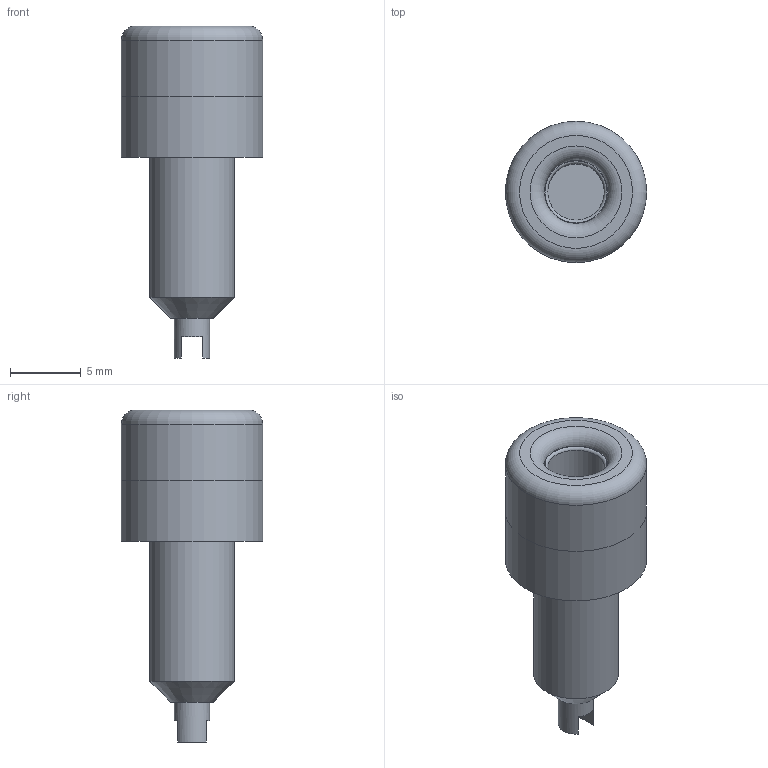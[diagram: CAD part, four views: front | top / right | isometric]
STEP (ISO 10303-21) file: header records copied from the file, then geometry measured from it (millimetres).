
FILE_DESCRIPTION(/* description */ (''),/* implementation_level */ '2;1');
FILE_NAME(/* name */ 'SKS-HIRSCHMANN_930 176-104_Part1.stp',/* time_stamp */ '2017-01-25T09:36:16+01:00',/* author */ ('jchouvet'),/* organization */ (''),/* preprocessor_version */ 'ST-DEVELOPER v16.1',/* originating_system */ 'AutoCAD Mechanical',/* authorisation */ '');
FILE_SCHEMA (('AUTOMOTIVE_DESIGN { 1 0 10303 214 3 1 1 }'));
Length unit declared in the file: millimetre
Products named in the file (1): Product
Bounding box: 10 x 10 x 23.5 mm (x, y, z)
Volume: 827.2 mm3; surface area: 1422.5 mm2
Topology: 4 solids, 4 shells, 30 faces, 53 edges, 35 vertices
Faces by surface type: plane 16, cylinder 10, torus 3, cone 1
Full cylindrical faces by diameter (mm): 2.5 x1, 4 x1, 4.5 x2, 6 x2, 8 x2, 10 x2
Entity records: 674 total; most frequent: DIRECTION 124, CARTESIAN_POINT 97, ORIENTED_EDGE 70, AXIS2_PLACEMENT_3D 58, EDGE_LOOP 52, EDGE_CURVE 35, VERTEX_POINT 31, FACE_OUTER_BOUND 30
